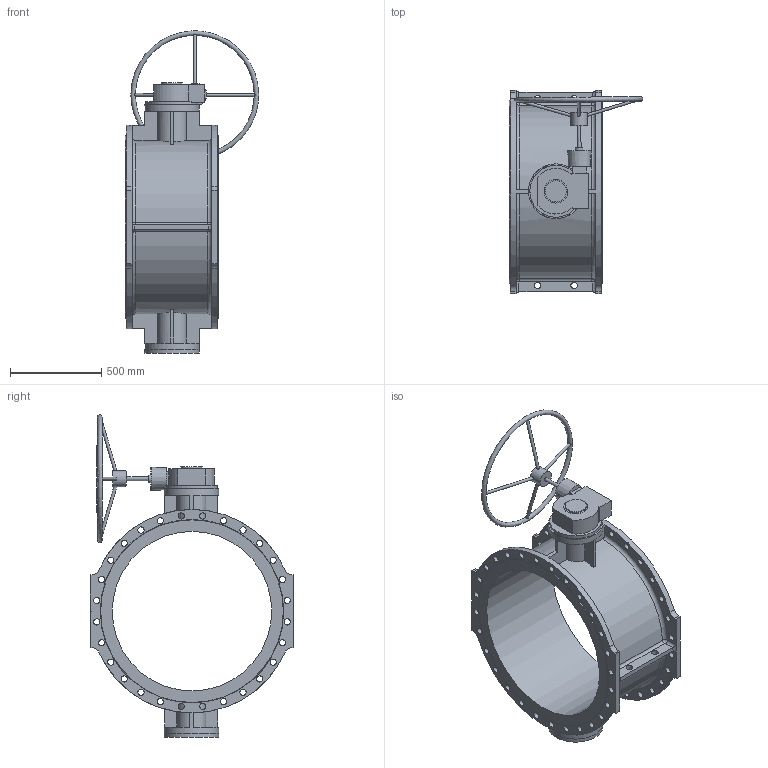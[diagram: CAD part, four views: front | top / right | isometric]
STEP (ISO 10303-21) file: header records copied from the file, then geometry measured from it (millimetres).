
FILE_DESCRIPTION (( 'STEP AP203' ), '1' );
FILE_NAME ('O_756_1_DN0900_0XXXXXX_AA1.step', '2018-04-13T05:49:01', ( 'Windows User' ), ( 'AVK' ), 'SwSTEP 2.0', 'SolidWorks 2012', '' );
FILE_SCHEMA (( 'CONFIG_CONTROL_DESIGN' ));
Length unit declared in the file: millimetre
Products named in the file (1): O_756_1_DN0900_0XXXXXX_AA1
Bounding box: 730.64 x 1115 x 1765.49 mm (x, y, z)
Volume: 97944195.7 mm3; surface area: 5548507.2 mm2
Topology: 1 solids, 1 shells, 298 faces, 893 edges, 609 vertices
Faces by surface type: cylinder 122, plane 102, bspline 62, torus 11, cone 1
Full cylindrical faces by diameter (mm): 16 x4, 20 x1, 34 x56, 35 x4, 41 x1, 90 x1, 116 x1, 130 x1, 285 x1, 300 x3, 874 x1, 1001 x2
Entity records: 13057 total; most frequent: CARTESIAN_POINT 5876, ORIENTED_EDGE 1490, DIRECTION 1220, EDGE_CURVE 745, VERTEX_POINT 542, EDGE_LOOP 519, AXIS2_PLACEMENT_3D 484, FACE_OUTER_BOUND 375
